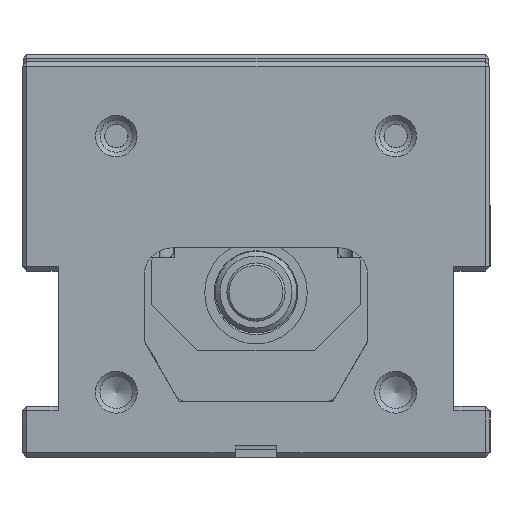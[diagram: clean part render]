
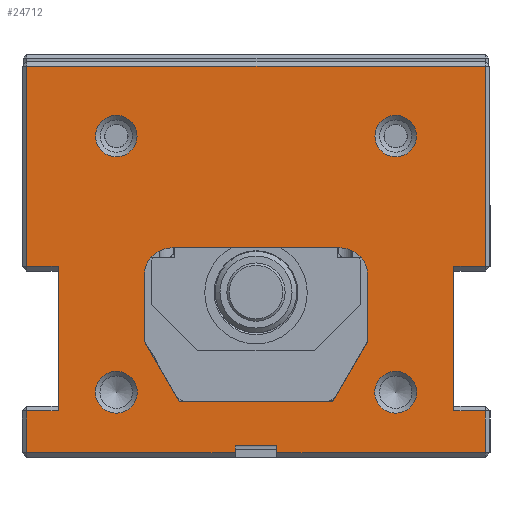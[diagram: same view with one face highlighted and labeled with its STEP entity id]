
A CAD part, left-side view. The second image highlights one B-rep face of the part: STEP entity #24712.
In plain terms, the highlighted planar face has unit normal (-1, 0, 0).
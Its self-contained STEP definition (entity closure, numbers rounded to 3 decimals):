
#2345=LINE('',#39742,#4687);
#2346=LINE('',#39744,#4688);
#2347=LINE('',#39746,#4689);
#2348=LINE('',#39748,#4690);
#2349=LINE('',#39750,#4691);
#2350=LINE('',#39752,#4692);
#2351=LINE('',#39754,#4693);
#2352=LINE('',#39756,#4694);
#2353=LINE('',#39758,#4695);
#2354=LINE('',#39760,#4696);
#2355=LINE('',#39762,#4697);
#2356=LINE('',#39764,#4698);
#2357=LINE('',#39766,#4699);
#2358=LINE('',#39768,#4700);
#2359=LINE('',#39770,#4701);
#2360=LINE('',#39771,#4702);
#2361=LINE('',#39778,#4703);
#2362=LINE('',#39780,#4704);
#2363=LINE('',#39782,#4705);
#2364=LINE('',#39784,#4706);
#2365=LINE('',#39786,#4707);
#2366=LINE('',#39789,#4708);
#4687=VECTOR('',#31704,10.);
#4688=VECTOR('',#31705,10.);
#4689=VECTOR('',#31706,10.);
#4690=VECTOR('',#31707,10.);
#4691=VECTOR('',#31708,10.);
#4692=VECTOR('',#31709,10.);
#4693=VECTOR('',#31710,10.);
#4694=VECTOR('',#31711,10.);
#4695=VECTOR('',#31712,10.);
#4696=VECTOR('',#31713,10.);
#4697=VECTOR('',#31714,10.);
#4698=VECTOR('',#31715,10.);
#4699=VECTOR('',#31716,10.);
#4700=VECTOR('',#31717,10.);
#4701=VECTOR('',#31718,10.);
#4702=VECTOR('',#31719,10.);
#4703=VECTOR('',#31724,10.);
#4704=VECTOR('',#31725,10.);
#4705=VECTOR('',#31726,10.);
#4706=VECTOR('',#31727,10.);
#4707=VECTOR('',#31728,10.);
#4708=VECTOR('',#31731,10.);
#5510=FACE_BOUND('',#7709,.T.);
#5511=FACE_BOUND('',#7710,.T.);
#5512=FACE_BOUND('',#7711,.T.);
#5513=FACE_BOUND('',#7712,.T.);
#5514=FACE_BOUND('',#7713,.T.);
#6336=FACE_OUTER_BOUND('',#7708,.T.);
#7708=EDGE_LOOP('',(#19238,#19239,#19240,#19241,#19242,#19243,#19244,#19245,
#19246,#19247,#19248,#19249,#19250,#19251,#19252,#19253));
#7709=EDGE_LOOP('',(#19254));
#7710=EDGE_LOOP('',(#19255,#19256,#19257,#19258,#19259,#19260,#19261,#19262));
#7711=EDGE_LOOP('',(#19263));
#7712=EDGE_LOOP('',(#19264));
#7713=EDGE_LOOP('',(#19265));
#8685=CIRCLE('',#26497,8.918);
#8688=CIRCLE('',#26501,8.918);
#8689=CIRCLE('',#26502,12.);
#8690=CIRCLE('',#26503,12.);
#8691=CIRCLE('',#26504,9.);
#8692=CIRCLE('',#26505,9.);
#10664=VERTEX_POINT('',#39732);
#10667=VERTEX_POINT('',#39740);
#10668=VERTEX_POINT('',#39741);
#10669=VERTEX_POINT('',#39743);
#10670=VERTEX_POINT('',#39745);
#10671=VERTEX_POINT('',#39747);
#10672=VERTEX_POINT('',#39749);
#10673=VERTEX_POINT('',#39751);
#10674=VERTEX_POINT('',#39753);
#10675=VERTEX_POINT('',#39755);
#10676=VERTEX_POINT('',#39757);
#10677=VERTEX_POINT('',#39759);
#10678=VERTEX_POINT('',#39761);
#10679=VERTEX_POINT('',#39763);
#10680=VERTEX_POINT('',#39765);
#10681=VERTEX_POINT('',#39767);
#10682=VERTEX_POINT('',#39769);
#10683=VERTEX_POINT('',#39772);
#10684=VERTEX_POINT('',#39774);
#10685=VERTEX_POINT('',#39775);
#10686=VERTEX_POINT('',#39777);
#10687=VERTEX_POINT('',#39779);
#10688=VERTEX_POINT('',#39781);
#10689=VERTEX_POINT('',#39783);
#10690=VERTEX_POINT('',#39785);
#10691=VERTEX_POINT('',#39787);
#10692=VERTEX_POINT('',#39790);
#10693=VERTEX_POINT('',#39792);
#13687=EDGE_CURVE('',#10664,#10664,#8685,.T.);
#13691=EDGE_CURVE('',#10667,#10668,#2345,.T.);
#13692=EDGE_CURVE('',#10668,#10669,#2346,.T.);
#13693=EDGE_CURVE('',#10669,#10670,#2347,.T.);
#13694=EDGE_CURVE('',#10671,#10670,#2348,.T.);
#13695=EDGE_CURVE('',#10672,#10671,#2349,.T.);
#13696=EDGE_CURVE('',#10673,#10672,#2350,.T.);
#13697=EDGE_CURVE('',#10673,#10674,#2351,.T.);
#13698=EDGE_CURVE('',#10675,#10674,#2352,.T.);
#13699=EDGE_CURVE('',#10676,#10675,#2353,.T.);
#13700=EDGE_CURVE('',#10677,#10676,#2354,.T.);
#13701=EDGE_CURVE('',#10678,#10677,#2355,.T.);
#13702=EDGE_CURVE('',#10679,#10678,#2356,.T.);
#13703=EDGE_CURVE('',#10680,#10679,#2357,.T.);
#13704=EDGE_CURVE('',#10681,#10680,#2358,.T.);
#13705=EDGE_CURVE('',#10682,#10681,#2359,.T.);
#13706=EDGE_CURVE('',#10667,#10682,#2360,.T.);
#13707=EDGE_CURVE('',#10683,#10683,#8688,.T.);
#13708=EDGE_CURVE('',#10684,#10685,#8689,.T.);
#13709=EDGE_CURVE('',#10685,#10686,#2361,.T.);
#13710=EDGE_CURVE('',#10686,#10687,#2362,.T.);
#13711=EDGE_CURVE('',#10687,#10688,#2363,.T.);
#13712=EDGE_CURVE('',#10688,#10689,#2364,.T.);
#13713=EDGE_CURVE('',#10689,#10690,#2365,.T.);
#13714=EDGE_CURVE('',#10690,#10691,#8690,.T.);
#13715=EDGE_CURVE('',#10691,#10684,#2366,.T.);
#13716=EDGE_CURVE('',#10692,#10692,#8691,.T.);
#13717=EDGE_CURVE('',#10693,#10693,#8692,.T.);
#19238=ORIENTED_EDGE('',*,*,#13691,.T.);
#19239=ORIENTED_EDGE('',*,*,#13692,.T.);
#19240=ORIENTED_EDGE('',*,*,#13693,.T.);
#19241=ORIENTED_EDGE('',*,*,#13694,.F.);
#19242=ORIENTED_EDGE('',*,*,#13695,.F.);
#19243=ORIENTED_EDGE('',*,*,#13696,.F.);
#19244=ORIENTED_EDGE('',*,*,#13697,.T.);
#19245=ORIENTED_EDGE('',*,*,#13698,.F.);
#19246=ORIENTED_EDGE('',*,*,#13699,.F.);
#19247=ORIENTED_EDGE('',*,*,#13700,.F.);
#19248=ORIENTED_EDGE('',*,*,#13701,.F.);
#19249=ORIENTED_EDGE('',*,*,#13702,.F.);
#19250=ORIENTED_EDGE('',*,*,#13703,.F.);
#19251=ORIENTED_EDGE('',*,*,#13704,.F.);
#19252=ORIENTED_EDGE('',*,*,#13705,.F.);
#19253=ORIENTED_EDGE('',*,*,#13706,.F.);
#19254=ORIENTED_EDGE('',*,*,#13707,.F.);
#19255=ORIENTED_EDGE('',*,*,#13708,.T.);
#19256=ORIENTED_EDGE('',*,*,#13709,.T.);
#19257=ORIENTED_EDGE('',*,*,#13710,.T.);
#19258=ORIENTED_EDGE('',*,*,#13711,.T.);
#19259=ORIENTED_EDGE('',*,*,#13712,.T.);
#19260=ORIENTED_EDGE('',*,*,#13713,.T.);
#19261=ORIENTED_EDGE('',*,*,#13714,.T.);
#19262=ORIENTED_EDGE('',*,*,#13715,.T.);
#19263=ORIENTED_EDGE('',*,*,#13716,.F.);
#19264=ORIENTED_EDGE('',*,*,#13717,.F.);
#19265=ORIENTED_EDGE('',*,*,#13687,.F.);
#22417=PLANE('',#26500);
#24712=ADVANCED_FACE('',(#6336,#5510,#5511,#5512,#5513,#5514),#22417,.F.);
#26497=AXIS2_PLACEMENT_3D('',#39733,#31695,#31696);
#26500=AXIS2_PLACEMENT_3D('',#39739,#31702,#31703);
#26501=AXIS2_PLACEMENT_3D('',#39773,#31720,#31721);
#26502=AXIS2_PLACEMENT_3D('',#39776,#31722,#31723);
#26503=AXIS2_PLACEMENT_3D('',#39788,#31729,#31730);
#26504=AXIS2_PLACEMENT_3D('',#39791,#31732,#31733);
#26505=AXIS2_PLACEMENT_3D('',#39793,#31734,#31735);
#31695=DIRECTION('center_axis',(-1.,0.,0.));
#31696=DIRECTION('ref_axis',(0.,0.,-1.));
#31702=DIRECTION('center_axis',(1.,0.,0.));
#31703=DIRECTION('ref_axis',(0.,0.,-1.));
#31704=DIRECTION('',(0.,0.,1.));
#31705=DIRECTION('',(0.,-1.,0.));
#31706=DIRECTION('',(0.,0.,-1.));
#31707=DIRECTION('',(0.,1.,0.));
#31708=DIRECTION('',(0.,0.,-1.));
#31709=DIRECTION('',(0.,-1.,0.));
#31710=DIRECTION('',(0.,0.,1.));
#31711=DIRECTION('',(0.,1.,0.));
#31712=DIRECTION('',(0.,0.,-1.));
#31713=DIRECTION('',(0.,-1.,0.));
#31714=DIRECTION('',(0.,0.,1.));
#31715=DIRECTION('',(0.,1.,0.));
#31716=DIRECTION('',(0.,0.,1.));
#31717=DIRECTION('',(0.,-1.,0.));
#31718=DIRECTION('',(0.,0.,1.));
#31719=DIRECTION('',(0.,1.,0.));
#31720=DIRECTION('center_axis',(-1.,0.,0.));
#31721=DIRECTION('ref_axis',(0.,0.,-1.));
#31722=DIRECTION('center_axis',(1.,0.,0.));
#31723=DIRECTION('ref_axis',(0.,0.,1.));
#31724=DIRECTION('',(0.,0.,-1.));
#31725=DIRECTION('',(0.,0.5,-0.866));
#31726=DIRECTION('',(0.,1.,0.));
#31727=DIRECTION('',(0.,0.5,0.866));
#31728=DIRECTION('',(0.,0.,1.));
#31729=DIRECTION('center_axis',(1.,0.,0.));
#31730=DIRECTION('ref_axis',(0.,0.,1.));
#31731=DIRECTION('',(0.,-1.,0.));
#31732=DIRECTION('center_axis',(-1.,0.,0.));
#31733=DIRECTION('ref_axis',(0.,0.,-1.));
#31734=DIRECTION('center_axis',(-1.,0.,0.));
#31735=DIRECTION('ref_axis',(0.,0.,-1.));
#39732=CARTESIAN_POINT('',(-90.,60.,86.918));
#39733=CARTESIAN_POINT('Origin',(-90.,60.,78.));
#39739=CARTESIAN_POINT('Origin',(-90.,-50.25,25.));
#39740=CARTESIAN_POINT('',(-90.,9.,-58.));
#39741=CARTESIAN_POINT('',(-90.,9.,-55.));
#39742=CARTESIAN_POINT('',(-90.,9.,-17.5));
#39743=CARTESIAN_POINT('',(-90.,-9.,-55.));
#39744=CARTESIAN_POINT('',(-90.,-27.375,-55.));
#39745=CARTESIAN_POINT('',(-90.,-9.,-58.));
#39746=CARTESIAN_POINT('',(-90.,-9.,-17.5));
#39747=CARTESIAN_POINT('',(-90.,-98.5,-58.));
#39748=CARTESIAN_POINT('',(-90.,-25.125,-58.));
#39749=CARTESIAN_POINT('',(-90.,-98.5,-40.));
#39750=CARTESIAN_POINT('',(-90.,-98.5,-17.5));
#39751=CARTESIAN_POINT('',(-90.,-85.,-40.));
#39752=CARTESIAN_POINT('',(-90.,-75.375,-40.));
#39753=CARTESIAN_POINT('',(-90.,-85.,22.));
#39754=CARTESIAN_POINT('',(-90.,-85.,-6.5));
#39755=CARTESIAN_POINT('',(-90.,-98.5,22.));
#39756=CARTESIAN_POINT('',(-90.,-67.625,22.));
#39757=CARTESIAN_POINT('',(-90.,-98.5,108.));
#39758=CARTESIAN_POINT('',(-90.,-98.5,22.5));
#39759=CARTESIAN_POINT('',(-90.,98.5,108.));
#39760=CARTESIAN_POINT('',(-90.,-25.125,108.));
#39761=CARTESIAN_POINT('',(-90.,98.5,22.));
#39762=CARTESIAN_POINT('',(-90.,98.5,22.5));
#39763=CARTESIAN_POINT('',(-90.,85.,22.));
#39764=CARTESIAN_POINT('',(-90.,17.375,22.));
#39765=CARTESIAN_POINT('',(-90.,85.,-40.));
#39766=CARTESIAN_POINT('',(-90.,85.,-6.5));
#39767=CARTESIAN_POINT('',(-90.,98.5,-40.));
#39768=CARTESIAN_POINT('',(-90.,25.125,-40.));
#39769=CARTESIAN_POINT('',(-90.,98.5,-58.));
#39770=CARTESIAN_POINT('',(-90.,98.5,-17.5));
#39771=CARTESIAN_POINT('',(-90.,-25.125,-58.));
#39772=CARTESIAN_POINT('',(-90.,-60.,86.918));
#39773=CARTESIAN_POINT('Origin',(-90.,-60.,78.));
#39774=CARTESIAN_POINT('',(-90.,-36.,30.));
#39775=CARTESIAN_POINT('',(-90.,-48.,18.));
#39776=CARTESIAN_POINT('Origin',(-90.,-36.,18.));
#39777=CARTESIAN_POINT('',(-90.,-48.,-10.));
#39778=CARTESIAN_POINT('',(-90.,-48.,21.5));
#39779=CARTESIAN_POINT('',(-90.,-32.989,-36.));
#39780=CARTESIAN_POINT('',(-90.,-55.859,3.612));
#39781=CARTESIAN_POINT('',(-90.,32.989,-36.));
#39782=CARTESIAN_POINT('',(-90.,-41.619,-36.));
#39783=CARTESIAN_POINT('',(-90.,48.,-10.));
#39784=CARTESIAN_POINT('',(-90.,43.296,-18.147));
#39785=CARTESIAN_POINT('',(-90.,48.,18.));
#39786=CARTESIAN_POINT('',(-90.,48.,21.5));
#39787=CARTESIAN_POINT('',(-90.,36.,30.));
#39788=CARTESIAN_POINT('Origin',(-90.,36.,18.));
#39789=CARTESIAN_POINT('',(-90.,-25.125,30.));
#39790=CARTESIAN_POINT('',(-90.,-60.,-23.));
#39791=CARTESIAN_POINT('Origin',(-90.,-60.,-32.));
#39792=CARTESIAN_POINT('',(-90.,60.,-23.));
#39793=CARTESIAN_POINT('Origin',(-90.,60.,-32.));
